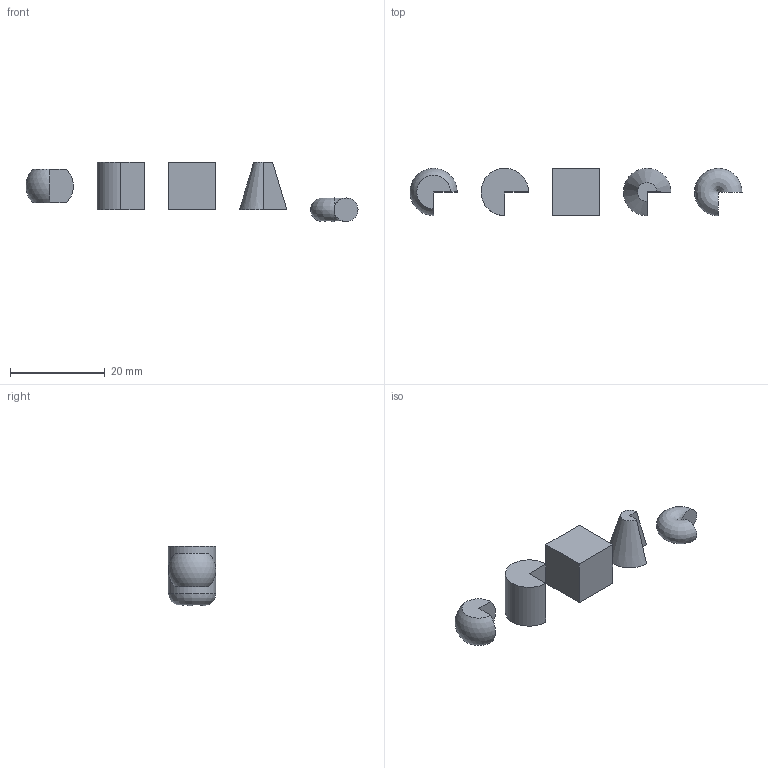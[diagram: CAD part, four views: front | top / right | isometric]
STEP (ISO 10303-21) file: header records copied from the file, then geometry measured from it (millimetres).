
FILE_DESCRIPTION(('FreeCAD Model'),'2;1');
FILE_NAME('01_BasicSolids.step','2019-02-16T18:18:36',('Author'),(''), 'Open CASCADE STEP processor 6.9','FreeCAD','Unknown');
FILE_SCHEMA(('AUTOMOTIVE_DESIGN { 1 0 10303 214 1 1 1 1 }'));
Length unit declared in the file: millimetre
Products named in the file (6): BasicSolids; Cube; Cylinder; Sphere; Cone; Torus
Assembly tree (5 placements, depth 2):
  BasicSolids
    Cube
    Cylinder
    Sphere
    Cone
    Torus
Bounding box: 69.96 x 10 x 12.5 mm (x, y, z)
Volume: 2473.8 mm3; surface area: 1878.1 mm2
Topology: 5 solids, 5 shells, 24 faces, 42 edges, 28 vertices
Faces by surface type: plane 20, cylinder 1, sphere 1, cone 1, revolution 1
Entity records: 1270 total; most frequent: DIRECTION 198, CARTESIAN_POINT 185, LINE 105, VECTOR 105, ORIENTED_EDGE 84, PCURVE 84, DEFINITIONAL_REPRESENTATION 84, EDGE_CURVE 42
